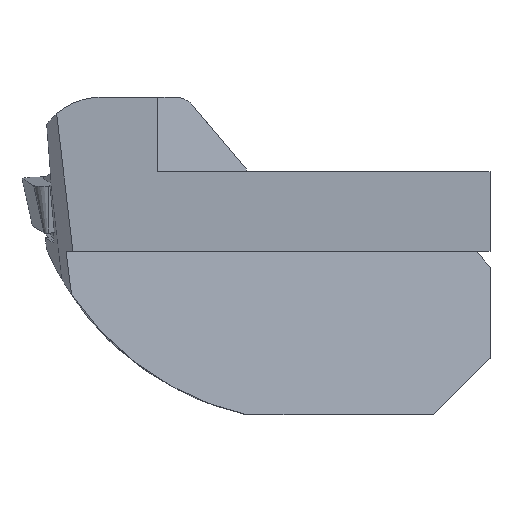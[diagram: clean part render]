
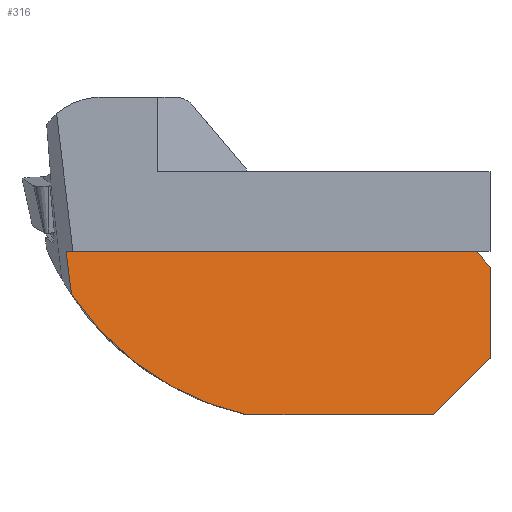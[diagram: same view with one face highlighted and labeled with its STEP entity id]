
A CAD part, top view. The second image highlights one B-rep face of the part: STEP entity #316.
In plain terms, the highlighted planar face has unit normal (0, 0.139, 0.99).
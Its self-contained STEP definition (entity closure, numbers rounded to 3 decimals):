
#267=B_SPLINE_CURVE_WITH_KNOTS('',3,(#2857,#2858,#2859,#2860),
 .UNSPECIFIED.,.F.,.F.,(4,4),(0.,1.),.UNSPECIFIED.);
#316=ADVANCED_FACE('',(#483),#419,.T.);
#419=PLANE('',#2047);
#483=FACE_OUTER_BOUND('',#559,.T.);
#559=EDGE_LOOP('',(#745,#746,#747,#748,#749,#750,#751));
#745=ORIENTED_EDGE('',*,*,#1443,.F.);
#746=ORIENTED_EDGE('',*,*,#1444,.T.);
#747=ORIENTED_EDGE('',*,*,#1431,.T.);
#748=ORIENTED_EDGE('',*,*,#1445,.F.);
#749=ORIENTED_EDGE('',*,*,#1446,.F.);
#750=ORIENTED_EDGE('',*,*,#1447,.T.);
#751=ORIENTED_EDGE('',*,*,#1448,.T.);
#1235=VERTEX_POINT('',#2796);
#1236=VERTEX_POINT('',#2798);
#1247=VERTEX_POINT('',#2855);
#1248=VERTEX_POINT('',#2856);
#1249=VERTEX_POINT('',#2862);
#1250=VERTEX_POINT('',#2864);
#1251=VERTEX_POINT('',#2866);
#1431=EDGE_CURVE('',#1236,#1235,#1680,.T.);
#1443=EDGE_CURVE('',#1247,#1248,#1688,.T.);
#1444=EDGE_CURVE('',#1247,#1236,#267,.T.);
#1445=EDGE_CURVE('',#1249,#1235,#1689,.T.);
#1446=EDGE_CURVE('',#1250,#1249,#1690,.T.);
#1447=EDGE_CURVE('',#1250,#1251,#1691,.T.);
#1448=EDGE_CURVE('',#1251,#1248,#1692,.T.);
#1680=LINE('',#2797,#1837);
#1688=LINE('',#2854,#1845);
#1689=LINE('',#2861,#1846);
#1690=LINE('',#2863,#1847);
#1691=LINE('',#2865,#1848);
#1692=LINE('',#2867,#1849);
#1837=VECTOR('',#2260,1.);
#1845=VECTOR('',#2272,1.);
#1846=VECTOR('',#2273,1.);
#1847=VECTOR('',#2274,1.);
#1848=VECTOR('',#2275,1.);
#1849=VECTOR('',#2276,1.);
#2047=AXIS2_PLACEMENT_3D('',#2868,#2277,#2278);
#2260=DIRECTION('',(1.,0.,0.));
#2272=DIRECTION('',(-0.125,0.982,-0.138));
#2273=DIRECTION('',(-0.704,-0.704,0.099));
#2274=DIRECTION('',(0.,-0.99,0.139));
#2275=DIRECTION('',(-0.639,0.762,-0.107));
#2276=DIRECTION('',(-1.,0.,0.));
#2277=DIRECTION('',(0.,0.139,0.99));
#2278=DIRECTION('',(0.,-0.99,0.139));
#2796=CARTESIAN_POINT('',(4.15,-10.7,1.012));
#2797=CARTESIAN_POINT('',(-14.85,-10.7,1.012));
#2798=CARTESIAN_POINT('',(-4.072,-10.7,1.012));
#2854=CARTESIAN_POINT('',(-12.096,-3.155,-0.048));
#2855=CARTESIAN_POINT('',(-11.809,-5.406,0.268));
#2856=CARTESIAN_POINT('',(-12.052,-3.5,0.));
#2857=CARTESIAN_POINT('',(-11.809,-5.406,0.268));
#2858=CARTESIAN_POINT('',(-10.021,-8.081,0.644));
#2859=CARTESIAN_POINT('',(-7.234,-9.998,0.913));
#2860=CARTESIAN_POINT('',(-4.072,-10.7,1.012));
#2861=CARTESIAN_POINT('',(-1.622,-16.472,1.823));
#2862=CARTESIAN_POINT('',(6.65,-8.2,0.661));
#2863=CARTESIAN_POINT('',(6.65,-3.5,0.));
#2864=CARTESIAN_POINT('',(6.65,-4.2,0.098));
#2865=CARTESIAN_POINT('',(-2.479,6.679,-1.431));
#2866=CARTESIAN_POINT('',(6.063,-3.5,0.));
#2867=CARTESIAN_POINT('',(-14.85,-3.5,0.));
#2868=CARTESIAN_POINT('',(-14.85,-3.5,0.));
